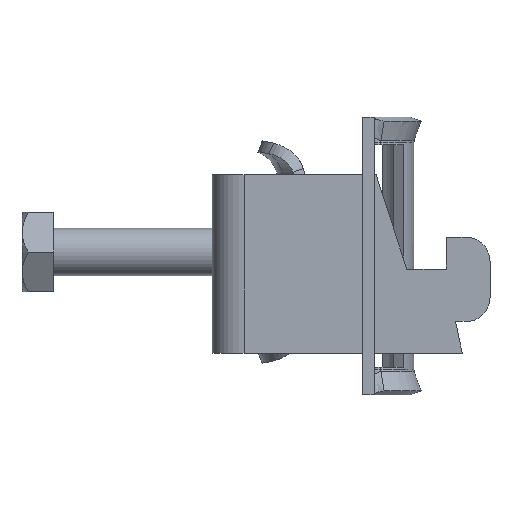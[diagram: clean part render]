
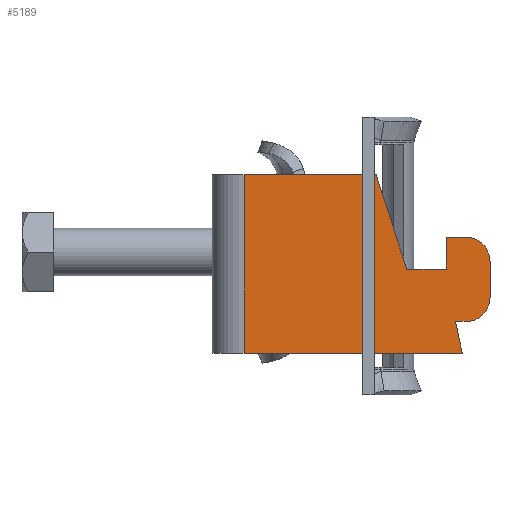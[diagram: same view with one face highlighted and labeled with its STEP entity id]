
A CAD part, left-side view. The second image highlights one B-rep face of the part: STEP entity #5189.
In plain terms, the highlighted planar face has unit normal (-1, 0, 0).
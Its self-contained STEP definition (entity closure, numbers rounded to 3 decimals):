
#23 = DIRECTION ( 'NONE',  ( 0., -0.208, -0.978 ) ) ;
#69 = VERTEX_POINT ( 'NONE', #1667 ) ;
#222 = DIRECTION ( 'NONE',  ( 0., 1., 0. ) ) ;
#246 = LINE ( 'NONE', #5456, #1486 ) ;
#258 = EDGE_CURVE ( 'NONE', #320, #5162, #3728, .T. ) ;
#320 = VERTEX_POINT ( 'NONE', #498 ) ;
#498 = CARTESIAN_POINT ( 'NONE',  ( -8.5, -30.65, -7.25 ) ) ;
#566 = CARTESIAN_POINT ( 'NONE',  ( -8.5, -33.597, -21.113 ) ) ;
#601 = ORIENTED_EDGE ( 'NONE', *, *, #693, .F. ) ;
#660 = VECTOR ( 'NONE', #4660, 1000. ) ;
#663 = CARTESIAN_POINT ( 'NONE',  ( -8.5, -80., -0.65 ) ) ;
#693 = EDGE_CURVE ( 'NONE', #4057, #828, #2565, .T. ) ;
#721 = CARTESIAN_POINT ( 'NONE',  ( -8.5, -35., 0.35 ) ) ;
#796 = VERTEX_POINT ( 'NONE', #861 ) ;
#828 = VERTEX_POINT ( 'NONE', #6173 ) ;
#861 = CARTESIAN_POINT ( 'NONE',  ( -8.5, -4., -11.25 ) ) ;
#895 = DIRECTION ( 'NONE',  ( 0., 1., 0. ) ) ;
#914 = EDGE_CURVE ( 'NONE', #828, #1582, #4062, .T. ) ;
#1073 = DIRECTION ( 'NONE',  ( 0., 0., -1. ) ) ;
#1268 = DIRECTION ( 'NONE',  ( 0., 1., 0. ) ) ;
#1329 = DIRECTION ( 'NONE',  ( 0., -1., 0. ) ) ;
#1399 = LINE ( 'NONE', #2919, #5566 ) ;
#1407 = EDGE_CURVE ( 'NONE', #5517, #4057, #4082, .T. ) ;
#1437 = VERTEX_POINT ( 'NONE', #3943 ) ;
#1464 = EDGE_CURVE ( 'NONE', #2194, #69, #246, .T. ) ;
#1486 = VECTOR ( 'NONE', #6034, 1000. ) ;
#1530 = LINE ( 'NONE', #1901, #4302 ) ;
#1540 = EDGE_CURVE ( 'NONE', #2194, #2844, #2357, .T. ) ;
#1582 = VERTEX_POINT ( 'NONE', #2955 ) ;
#1594 = VECTOR ( 'NONE', #4458, 1000. ) ;
#1657 = CARTESIAN_POINT ( 'NONE',  ( -8.5, -4., 11.25 ) ) ;
#1667 = CARTESIAN_POINT ( 'NONE',  ( -8.5, -24.5, -0.65 ) ) ;
#1675 = VECTOR ( 'NONE', #23, 1000. ) ;
#1765 = ORIENTED_EDGE ( 'NONE', *, *, #1540, .T. ) ;
#1813 = PLANE ( 'NONE',  #5988 ) ;
#1901 = CARTESIAN_POINT ( 'NONE',  ( -8.5, -80., -11.25 ) ) ;
#1903 = VECTOR ( 'NONE', #1073, 1000. ) ;
#1908 = DIRECTION ( 'NONE',  ( 1., 0., 0. ) ) ;
#1936 = EDGE_CURVE ( 'NONE', #1437, #5053, #3175, .T. ) ;
#2064 = EDGE_CURVE ( 'NONE', #1582, #320, #5944, .T. ) ;
#2136 = CARTESIAN_POINT ( 'NONE',  ( -8.5, -4., -11.25 ) ) ;
#2194 = VERTEX_POINT ( 'NONE', #6115 ) ;
#2210 = CARTESIAN_POINT ( 'NONE',  ( -8.5, -29.5, 3.35 ) ) ;
#2223 = AXIS2_PLACEMENT_3D ( 'NONE', #6079, #3093, #895 ) ;
#2329 = ORIENTED_EDGE ( 'NONE', *, *, #1936, .F. ) ;
#2357 = LINE ( 'NONE', #4425, #1594 ) ;
#2365 = ORIENTED_EDGE ( 'NONE', *, *, #914, .F. ) ;
#2505 = EDGE_CURVE ( 'NONE', #796, #2844, #3162, .T. ) ;
#2565 = LINE ( 'NONE', #5325, #1903 ) ;
#2689 = EDGE_CURVE ( 'NONE', #5053, #5517, #1399, .T. ) ;
#2738 = DIRECTION ( 'NONE',  ( 0., -1., 0. ) ) ;
#2821 = VECTOR ( 'NONE', #4264, 1000. ) ;
#2844 = VERTEX_POINT ( 'NONE', #1657 ) ;
#2891 = DIRECTION ( 'NONE',  ( 1., 0., 0. ) ) ;
#2892 = CARTESIAN_POINT ( 'NONE',  ( -8.5, -32., 0.35 ) ) ;
#2919 = CARTESIAN_POINT ( 'NONE',  ( -8.5, -80., 3.35 ) ) ;
#2955 = CARTESIAN_POINT ( 'NONE',  ( -8.5, -32., -7.25 ) ) ;
#3035 = VECTOR ( 'NONE', #222, 1000. ) ;
#3093 = DIRECTION ( 'NONE',  ( 1., 0., 0. ) ) ;
#3162 = LINE ( 'NONE', #2136, #660 ) ;
#3175 = LINE ( 'NONE', #3720, #2821 ) ;
#3650 = ORIENTED_EDGE ( 'NONE', *, *, #6406, .F. ) ;
#3720 = CARTESIAN_POINT ( 'NONE',  ( -8.5, -29.5, -11.25 ) ) ;
#3728 = LINE ( 'NONE', #566, #1675 ) ;
#3883 = ORIENTED_EDGE ( 'NONE', *, *, #2064, .F. ) ;
#3887 = ORIENTED_EDGE ( 'NONE', *, *, #4434, .F. ) ;
#3942 = CARTESIAN_POINT ( 'NONE',  ( -8.5, -31.5, -11.25 ) ) ;
#3943 = CARTESIAN_POINT ( 'NONE',  ( -8.5, -29.5, -0.65 ) ) ;
#3974 = AXIS2_PLACEMENT_3D ( 'NONE', #2892, #1908, #1268 ) ;
#4057 = VERTEX_POINT ( 'NONE', #721 ) ;
#4062 = CIRCLE ( 'NONE', #2223, 3. ) ;
#4082 = CIRCLE ( 'NONE', #3974, 3. ) ;
#4211 = CARTESIAN_POINT ( 'NONE',  ( -8.5, -32., 3.35 ) ) ;
#4264 = DIRECTION ( 'NONE',  ( 0., 0., 1. ) ) ;
#4302 = VECTOR ( 'NONE', #5580, 1000. ) ;
#4341 = ORIENTED_EDGE ( 'NONE', *, *, #1464, .F. ) ;
#4425 = CARTESIAN_POINT ( 'NONE',  ( -8.5, -80., 11.25 ) ) ;
#4434 = EDGE_CURVE ( 'NONE', #5162, #796, #1530, .T. ) ;
#4458 = DIRECTION ( 'NONE',  ( 0., 1., 0. ) ) ;
#4660 = DIRECTION ( 'NONE',  ( 0., 0., 1. ) ) ;
#4741 = ORIENTED_EDGE ( 'NONE', *, *, #2689, .F. ) ;
#4968 = DIRECTION ( 'NONE',  ( 0., 1., 0. ) ) ;
#5053 = VERTEX_POINT ( 'NONE', #2210 ) ;
#5074 = EDGE_LOOP ( 'NONE', ( #4341, #1765, #5572, #3887, #6292, #3883, #2365, #601, #5805, #4741, #2329, #3650 ) ) ;
#5162 = VERTEX_POINT ( 'NONE', #3942 ) ;
#5189 = ADVANCED_FACE ( 'NONE', ( #5931 ), #1813, .F. ) ;
#5325 = CARTESIAN_POINT ( 'NONE',  ( -8.5, -35., -11.25 ) ) ;
#5329 = LINE ( 'NONE', #663, #5629 ) ;
#5366 = CARTESIAN_POINT ( 'NONE',  ( -8.5, -80., -7.25 ) ) ;
#5456 = CARTESIAN_POINT ( 'NONE',  ( -8.5, -32.915, -26.549 ) ) ;
#5517 = VERTEX_POINT ( 'NONE', #4211 ) ;
#5566 = VECTOR ( 'NONE', #1329, 1000. ) ;
#5572 = ORIENTED_EDGE ( 'NONE', *, *, #2505, .F. ) ;
#5580 = DIRECTION ( 'NONE',  ( 0., 1., 0. ) ) ;
#5629 = VECTOR ( 'NONE', #2738, 1000. ) ;
#5805 = ORIENTED_EDGE ( 'NONE', *, *, #1407, .F. ) ;
#5931 = FACE_OUTER_BOUND ( 'NONE', #5074, .T. ) ;
#5944 = LINE ( 'NONE', #5366, #3035 ) ;
#5988 = AXIS2_PLACEMENT_3D ( 'NONE', #6577, #2891, #4968 ) ;
#6034 = DIRECTION ( 'NONE',  ( 0., -0.309, -0.951 ) ) ;
#6079 = CARTESIAN_POINT ( 'NONE',  ( -8.5, -32., -4.25 ) ) ;
#6115 = CARTESIAN_POINT ( 'NONE',  ( -8.5, -20.633, 11.25 ) ) ;
#6173 = CARTESIAN_POINT ( 'NONE',  ( -8.5, -35., -4.25 ) ) ;
#6292 = ORIENTED_EDGE ( 'NONE', *, *, #258, .F. ) ;
#6406 = EDGE_CURVE ( 'NONE', #69, #1437, #5329, .T. ) ;
#6577 = CARTESIAN_POINT ( 'NONE',  ( -8.5, -80., -11.25 ) ) ;
